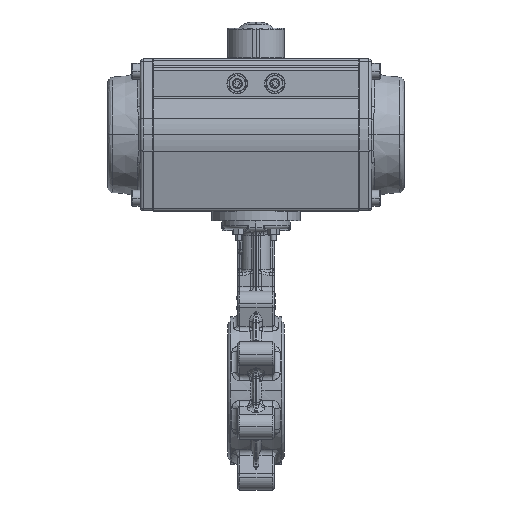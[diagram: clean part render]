
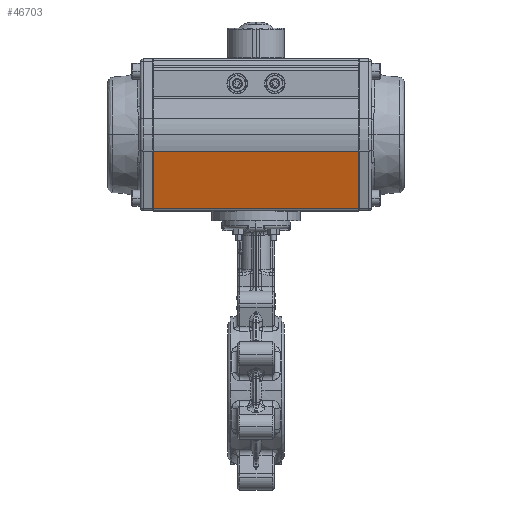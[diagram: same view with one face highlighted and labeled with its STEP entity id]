
A CAD part, top view. The second image highlights one B-rep face of the part: STEP entity #46703.
In plain terms, the highlighted planar face has unit normal (0, 0.246, -0.969).
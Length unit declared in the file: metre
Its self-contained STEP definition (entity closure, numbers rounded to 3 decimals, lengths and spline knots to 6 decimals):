
#548 = LINE ( 'NONE', #10481, #44911 ) ;
#599 = LINE ( 'NONE', #69329, #68038 ) ;
#2085 = DIRECTION ( 'NONE',  ( 0., -0.969, -0.246 ) ) ;
#3026 = VERTEX_POINT ( 'NONE', #49564 ) ;
#4478 = LINE ( 'NONE', #45127, #35471 ) ;
#4778 = EDGE_CURVE ( 'NONE', #3026, #53333, #599, .T. ) ;
#5190 = DIRECTION ( 'NONE',  ( 0., 0.246, -0.969 ) ) ;
#10481 = CARTESIAN_POINT ( 'NONE',  ( 0.075959, 0.152357, 0.363945 ) ) ;
#11296 = AXIS2_PLACEMENT_3D ( 'NONE', #90343, #5190, #21102 ) ;
#11996 = ORIENTED_EDGE ( 'NONE', *, *, #97446, .T. ) ;
#16111 = CARTESIAN_POINT ( 'NONE',  ( 0.075959, 0.093696, 0.349085 ) ) ;
#16372 = EDGE_LOOP ( 'NONE', ( #11996, #82768, #91476, #58443 ) ) ;
#21102 = DIRECTION ( 'NONE',  ( 0., -0.969, -0.246 ) ) ;
#23944 = DIRECTION ( 'NONE',  ( 1., 0., 0. ) ) ;
#27657 = DIRECTION ( 'NONE',  ( 0., 0.969, 0.246 ) ) ;
#29374 = VECTOR ( 'NONE', #27657, 1. ) ;
#31455 = EDGE_CURVE ( 'NONE', #88466, #88983, #43569, .T. ) ;
#35471 = VECTOR ( 'NONE', #35818, 1. ) ;
#35546 = FACE_OUTER_BOUND ( 'NONE', #16372, .T. ) ;
#35619 = CARTESIAN_POINT ( 'NONE',  ( -0.133041, 0.093696, 0.349085 ) ) ;
#35818 = DIRECTION ( 'NONE',  ( -1., 0., 0. ) ) ;
#37541 = CARTESIAN_POINT ( 'NONE',  ( -0.133041, 0.093696, 0.349085 ) ) ;
#43569 = LINE ( 'NONE', #37541, #29374 ) ;
#44911 = VECTOR ( 'NONE', #23944, 1. ) ;
#45127 = CARTESIAN_POINT ( 'NONE',  ( 0.075959, 0.093696, 0.349085 ) ) ;
#46703 = ADVANCED_FACE ( 'NONE', ( #35546 ), #74886, .T. ) ;
#49564 = CARTESIAN_POINT ( 'NONE',  ( 0.075959, 0.152357, 0.363945 ) ) ;
#53333 = VERTEX_POINT ( 'NONE', #16111 ) ;
#58325 = CARTESIAN_POINT ( 'NONE',  ( -0.133041, 0.152357, 0.363945 ) ) ;
#58443 = ORIENTED_EDGE ( 'NONE', *, *, #4778, .T. ) ;
#68038 = VECTOR ( 'NONE', #2085, 1. ) ;
#69329 = CARTESIAN_POINT ( 'NONE',  ( 0.075959, 0.093696, 0.349085 ) ) ;
#74886 = PLANE ( 'NONE',  #11296 ) ;
#78568 = EDGE_CURVE ( 'NONE', #88983, #3026, #548, .T. ) ;
#82768 = ORIENTED_EDGE ( 'NONE', *, *, #31455, .T. ) ;
#88466 = VERTEX_POINT ( 'NONE', #35619 ) ;
#88983 = VERTEX_POINT ( 'NONE', #58325 ) ;
#90343 = CARTESIAN_POINT ( 'NONE',  ( 0.075959, 0.093696, 0.349085 ) ) ;
#91476 = ORIENTED_EDGE ( 'NONE', *, *, #78568, .T. ) ;
#97446 = EDGE_CURVE ( 'NONE', #53333, #88466, #4478, .T. ) ;
